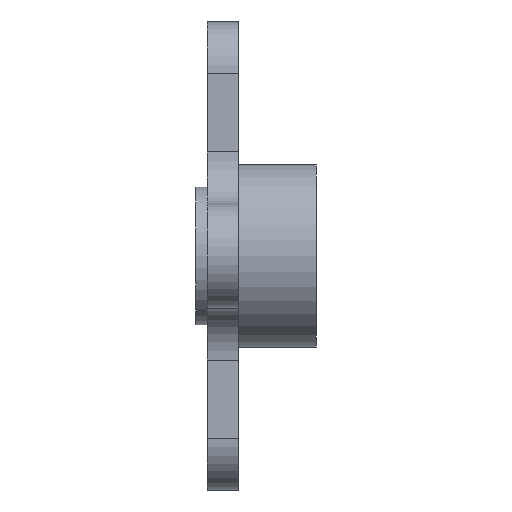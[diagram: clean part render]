
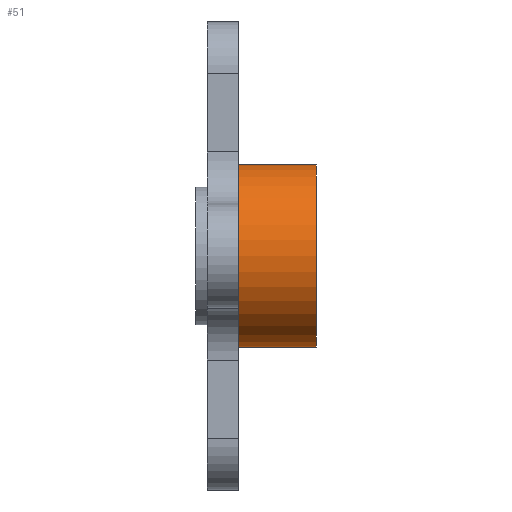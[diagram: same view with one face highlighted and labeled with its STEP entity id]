
A CAD part, left-side view. The second image highlights one B-rep face of the part: STEP entity #51.
In plain terms, the highlighted cylindrical face has radius 3.5 mm (diameter 7 mm), a partial arc.
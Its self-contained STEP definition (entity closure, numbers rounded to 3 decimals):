
#51 = ADVANCED_FACE ( 'NONE', ( #1075 ), #1065, .T. ) ;
#80 = DIRECTION ( 'NONE',  ( 0., -1., 0. ) ) ;
#82 = DIRECTION ( 'NONE',  ( 0., 0., -1. ) ) ;
#129 = DIRECTION ( 'NONE',  ( 0., -1., 0. ) ) ;
#182 = DIRECTION ( 'NONE',  ( 0., 0., -1. ) ) ;
#183 = CARTESIAN_POINT ( 'NONE',  ( 0., 0.5, 0. ) ) ;
#195 = DIRECTION ( 'NONE',  ( 0., -1., 0. ) ) ;
#213 = CARTESIAN_POINT ( 'NONE',  ( 0., -19.458, 0. ) ) ;
#233 = DIRECTION ( 'NONE',  ( 0., -1., 0. ) ) ;
#281 = CARTESIAN_POINT ( 'NONE',  ( 0., -19.458, -3.5 ) ) ;
#293 = CARTESIAN_POINT ( 'NONE',  ( 0., -2.5, 0. ) ) ;
#311 = CARTESIAN_POINT ( 'NONE',  ( 0., -19.458, 3.5 ) ) ;
#319 = DIRECTION ( 'NONE',  ( 0., -1., 0. ) ) ;
#483 = CARTESIAN_POINT ( 'NONE',  ( 0., 0.5, -3.5 ) ) ;
#497 = CARTESIAN_POINT ( 'NONE',  ( 0., 0.5, 3.5 ) ) ;
#504 = CARTESIAN_POINT ( 'NONE',  ( 0., -2.5, -3.5 ) ) ;
#535 = CARTESIAN_POINT ( 'NONE',  ( 0., -2.5, 3.5 ) ) ;
#548 = DIRECTION ( 'NONE',  ( 0., 0., -1. ) ) ;
#867 = LINE ( 'NONE', #311, #873 ) ;
#873 = VECTOR ( 'NONE', #319, 1000. ) ;
#911 = CIRCLE ( 'NONE', #1744, 3.5 ) ;
#913 = LINE ( 'NONE', #281, #920 ) ;
#920 = VECTOR ( 'NONE', #195, 1000. ) ;
#927 = CIRCLE ( 'NONE', #1601, 3.5 ) ;
#1065 = CYLINDRICAL_SURFACE ( 'NONE', #1630, 3.5 ) ;
#1075 = FACE_OUTER_BOUND ( 'NONE', #1181, .T. ) ;
#1181 = EDGE_LOOP ( 'NONE', ( #1273, #1277, #1267, #1268 ) ) ;
#1267 = ORIENTED_EDGE ( 'NONE', *, *, #1660, .T. ) ;
#1268 = ORIENTED_EDGE ( 'NONE', *, *, #1625, .F. ) ;
#1273 = ORIENTED_EDGE ( 'NONE', *, *, #1696, .F. ) ;
#1277 = ORIENTED_EDGE ( 'NONE', *, *, #1656, .T. ) ;
#1433 = VERTEX_POINT ( 'NONE', #504 ) ;
#1442 = VERTEX_POINT ( 'NONE', #497 ) ;
#1464 = VERTEX_POINT ( 'NONE', #483 ) ;
#1472 = VERTEX_POINT ( 'NONE', #535 ) ;
#1601 = AXIS2_PLACEMENT_3D ( 'NONE', #293, #80, #82 ) ;
#1625 = EDGE_CURVE ( 'NONE', #1472, #1433, #927, .T. ) ;
#1630 = AXIS2_PLACEMENT_3D ( 'NONE', #213, #233, #548 ) ;
#1656 = EDGE_CURVE ( 'NONE', #1442, #1464, #911, .T. ) ;
#1660 = EDGE_CURVE ( 'NONE', #1464, #1433, #913, .T. ) ;
#1696 = EDGE_CURVE ( 'NONE', #1442, #1472, #867, .T. ) ;
#1744 = AXIS2_PLACEMENT_3D ( 'NONE', #183, #129, #182 ) ;
